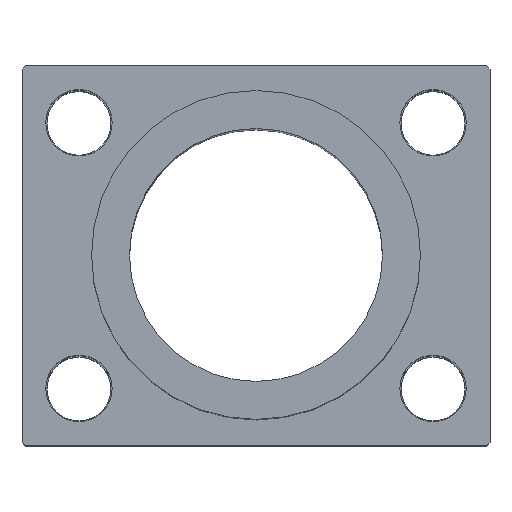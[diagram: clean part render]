
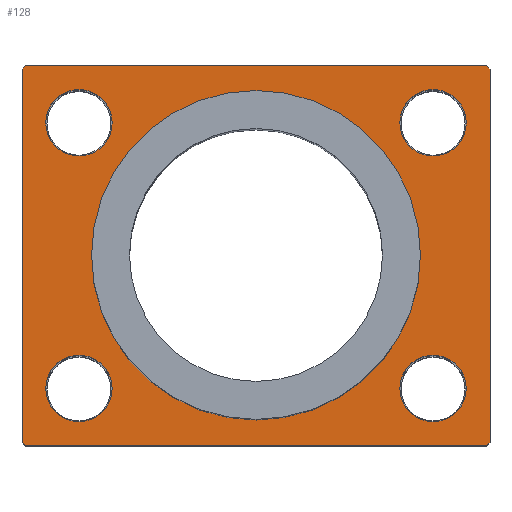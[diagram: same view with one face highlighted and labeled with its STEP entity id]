
A CAD part, top view. The second image highlights one B-rep face of the part: STEP entity #128.
In plain terms, the highlighted planar face has unit normal (0, 0, 1).
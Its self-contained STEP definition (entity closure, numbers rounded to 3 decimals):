
#128 = ADVANCED_FACE( '', ( #248, #249, #250, #251, #252, #253 ), #254, .T. );
#248 = FACE_BOUND( '', #379, .T. );
#249 = FACE_BOUND( '', #380, .T. );
#250 = FACE_BOUND( '', #381, .T. );
#251 = FACE_BOUND( '', #382, .T. );
#252 = FACE_BOUND( '', #383, .T. );
#253 = FACE_OUTER_BOUND( '', #384, .T. );
#254 = PLANE( '', #385 );
#379 = EDGE_LOOP( '', ( #768, #769 ) );
#380 = EDGE_LOOP( '', ( #770, #771 ) );
#381 = EDGE_LOOP( '', ( #772, #773 ) );
#382 = EDGE_LOOP( '', ( #774, #775 ) );
#383 = EDGE_LOOP( '', ( #776, #777 ) );
#384 = EDGE_LOOP( '', ( #778, #779, #780, #781, #782, #783, #784, #785 ) );
#385 = AXIS2_PLACEMENT_3D( '', #786, #787, #788 );
#768 = ORIENTED_EDGE( '', *, *, #875, .T. );
#769 = ORIENTED_EDGE( '', *, *, #882, .T. );
#770 = ORIENTED_EDGE( '', *, *, #867, .T. );
#771 = ORIENTED_EDGE( '', *, *, #886, .T. );
#772 = ORIENTED_EDGE( '', *, *, #859, .T. );
#773 = ORIENTED_EDGE( '', *, *, #890, .T. );
#774 = ORIENTED_EDGE( '', *, *, #851, .T. );
#775 = ORIENTED_EDGE( '', *, *, #894, .T. );
#776 = ORIENTED_EDGE( '', *, *, #811, .T. );
#777 = ORIENTED_EDGE( '', *, *, #911, .T. );
#778 = ORIENTED_EDGE( '', *, *, #912, .F. );
#779 = ORIENTED_EDGE( '', *, *, #934, .F. );
#780 = ORIENTED_EDGE( '', *, *, #931, .F. );
#781 = ORIENTED_EDGE( '', *, *, #928, .F. );
#782 = ORIENTED_EDGE( '', *, *, #925, .F. );
#783 = ORIENTED_EDGE( '', *, *, #922, .F. );
#784 = ORIENTED_EDGE( '', *, *, #919, .F. );
#785 = ORIENTED_EDGE( '', *, *, #916, .F. );
#786 = CARTESIAN_POINT( '', ( 0., 0., 73. ) );
#787 = DIRECTION( '', ( 0., 0., 1. ) );
#788 = DIRECTION( '', ( 1., 0., 0. ) );
#811 = EDGE_CURVE( '', #939, #936, #940, .T. );
#851 = EDGE_CURVE( '', #1009, #1013, #1015, .T. );
#859 = EDGE_CURVE( '', #1025, #1029, #1031, .T. );
#867 = EDGE_CURVE( '', #1041, #1045, #1047, .T. );
#875 = EDGE_CURVE( '', #1057, #1061, #1063, .T. );
#882 = EDGE_CURVE( '', #1061, #1057, #1074, .T. );
#886 = EDGE_CURVE( '', #1045, #1041, #1078, .T. );
#890 = EDGE_CURVE( '', #1029, #1025, #1082, .T. );
#894 = EDGE_CURVE( '', #1013, #1009, #1086, .T. );
#911 = EDGE_CURVE( '', #936, #939, #1103, .T. );
#912 = EDGE_CURVE( '', #1104, #1105, #1106, .T. );
#916 = EDGE_CURVE( '', #1105, #1112, #1113, .T. );
#919 = EDGE_CURVE( '', #1112, #1117, #1118, .T. );
#922 = EDGE_CURVE( '', #1117, #1122, #1123, .T. );
#925 = EDGE_CURVE( '', #1122, #1127, #1128, .T. );
#928 = EDGE_CURVE( '', #1127, #1132, #1133, .T. );
#931 = EDGE_CURVE( '', #1132, #1137, #1138, .T. );
#934 = EDGE_CURVE( '', #1137, #1104, #1142, .T. );
#936 = VERTEX_POINT( '', #1144 );
#939 = VERTEX_POINT( '', #1148 );
#940 = CIRCLE( '', #1149, 26. );
#1009 = VERTEX_POINT( '', #1303 );
#1013 = VERTEX_POINT( '', #1308 );
#1015 = CIRCLE( '', #1311, 5.25 );
#1025 = VERTEX_POINT( '', #1323 );
#1029 = VERTEX_POINT( '', #1328 );
#1031 = CIRCLE( '', #1331, 5.25 );
#1041 = VERTEX_POINT( '', #1343 );
#1045 = VERTEX_POINT( '', #1348 );
#1047 = CIRCLE( '', #1351, 5.25 );
#1057 = VERTEX_POINT( '', #1363 );
#1061 = VERTEX_POINT( '', #1368 );
#1063 = CIRCLE( '', #1371, 5.25 );
#1074 = CIRCLE( '', #1384, 5.25 );
#1078 = CIRCLE( '', #1388, 5.25 );
#1082 = CIRCLE( '', #1392, 5.25 );
#1086 = CIRCLE( '', #1396, 5.25 );
#1103 = CIRCLE( '', #1413, 26. );
#1104 = VERTEX_POINT( '', #1414 );
#1105 = VERTEX_POINT( '', #1415 );
#1106 = LINE( '', #1416, #1417 );
#1112 = VERTEX_POINT( '', #1426 );
#1113 = LINE( '', #1427, #1428 );
#1117 = VERTEX_POINT( '', #1434 );
#1118 = LINE( '', #1435, #1436 );
#1122 = VERTEX_POINT( '', #1442 );
#1123 = LINE( '', #1443, #1444 );
#1127 = VERTEX_POINT( '', #1450 );
#1128 = LINE( '', #1451, #1452 );
#1132 = VERTEX_POINT( '', #1458 );
#1133 = LINE( '', #1459, #1460 );
#1137 = VERTEX_POINT( '', #1466 );
#1138 = LINE( '', #1467, #1468 );
#1142 = LINE( '', #1474, #1475 );
#1144 = CARTESIAN_POINT( '', ( 0., 56., 73. ) );
#1148 = CARTESIAN_POINT( '', ( 0., 4., 73. ) );
#1149 = AXIS2_PLACEMENT_3D( '', #1479, #1480, #1481 );
#1303 = CARTESIAN_POINT( '', ( 33.25, 9., 73. ) );
#1308 = CARTESIAN_POINT( '', ( 22.75, 9., 73. ) );
#1311 = AXIS2_PLACEMENT_3D( '', #1551, #1552, #1553 );
#1323 = CARTESIAN_POINT( '', ( -22.75, 9., 73. ) );
#1328 = CARTESIAN_POINT( '', ( -33.25, 9., 73. ) );
#1331 = AXIS2_PLACEMENT_3D( '', #1567, #1568, #1569 );
#1343 = CARTESIAN_POINT( '', ( 33.25, 51., 73. ) );
#1348 = CARTESIAN_POINT( '', ( 22.75, 51., 73. ) );
#1351 = AXIS2_PLACEMENT_3D( '', #1583, #1584, #1585 );
#1363 = CARTESIAN_POINT( '', ( -22.75, 51., 73. ) );
#1368 = CARTESIAN_POINT( '', ( -33.25, 51., 73. ) );
#1371 = AXIS2_PLACEMENT_3D( '', #1599, #1600, #1601 );
#1384 = AXIS2_PLACEMENT_3D( '', #1616, #1617, #1618 );
#1388 = AXIS2_PLACEMENT_3D( '', #1628, #1629, #1630 );
#1392 = AXIS2_PLACEMENT_3D( '', #1640, #1641, #1642 );
#1396 = AXIS2_PLACEMENT_3D( '', #1652, #1653, #1654 );
#1413 = AXIS2_PLACEMENT_3D( '', #1703, #1704, #1705 );
#1414 = CARTESIAN_POINT( '', ( -37., 59.5, 73. ) );
#1415 = CARTESIAN_POINT( '', ( -36.5, 60., 73. ) );
#1416 = CARTESIAN_POINT( '', ( -36.5, 60., 73. ) );
#1417 = VECTOR( '', #1706, 1. );
#1426 = CARTESIAN_POINT( '', ( 36.5, 60., 73. ) );
#1427 = CARTESIAN_POINT( '', ( 36.5, 60., 73. ) );
#1428 = VECTOR( '', #1710, 1. );
#1434 = CARTESIAN_POINT( '', ( 37., 59.5, 73. ) );
#1435 = CARTESIAN_POINT( '', ( 37., 59.5, 73. ) );
#1436 = VECTOR( '', #1713, 1. );
#1442 = CARTESIAN_POINT( '', ( 37., 0.5, 73. ) );
#1443 = CARTESIAN_POINT( '', ( 37., 0.5, 73. ) );
#1444 = VECTOR( '', #1716, 1. );
#1450 = CARTESIAN_POINT( '', ( 36.5, 0., 73. ) );
#1451 = CARTESIAN_POINT( '', ( 36.5, 0., 73. ) );
#1452 = VECTOR( '', #1719, 1. );
#1458 = CARTESIAN_POINT( '', ( -36.5, 0., 73. ) );
#1459 = CARTESIAN_POINT( '', ( -36.5, 0., 73. ) );
#1460 = VECTOR( '', #1722, 1. );
#1466 = CARTESIAN_POINT( '', ( -37., 0.5, 73. ) );
#1467 = CARTESIAN_POINT( '', ( -37., 0.5, 73. ) );
#1468 = VECTOR( '', #1725, 1. );
#1474 = CARTESIAN_POINT( '', ( -37., 59.5, 73. ) );
#1475 = VECTOR( '', #1728, 1. );
#1479 = CARTESIAN_POINT( '', ( 0., 30., 73. ) );
#1480 = DIRECTION( '', ( 0., 0., -1. ) );
#1481 = DIRECTION( '', ( 0., 1., 0. ) );
#1551 = CARTESIAN_POINT( '', ( 28., 9., 73. ) );
#1552 = DIRECTION( '', ( 0., 0., -1. ) );
#1553 = DIRECTION( '', ( 1., 0., 0. ) );
#1567 = CARTESIAN_POINT( '', ( -28., 9., 73. ) );
#1568 = DIRECTION( '', ( 0., 0., -1. ) );
#1569 = DIRECTION( '', ( 1., 0., 0. ) );
#1583 = CARTESIAN_POINT( '', ( 28., 51., 73. ) );
#1584 = DIRECTION( '', ( 0., 0., -1. ) );
#1585 = DIRECTION( '', ( 1., 0., 0. ) );
#1599 = CARTESIAN_POINT( '', ( -28., 51., 73. ) );
#1600 = DIRECTION( '', ( 0., 0., -1. ) );
#1601 = DIRECTION( '', ( 1., 0., 0. ) );
#1616 = CARTESIAN_POINT( '', ( -28., 51., 73. ) );
#1617 = DIRECTION( '', ( 0., 0., -1. ) );
#1618 = DIRECTION( '', ( 1., 0., 0. ) );
#1628 = CARTESIAN_POINT( '', ( 28., 51., 73. ) );
#1629 = DIRECTION( '', ( 0., 0., -1. ) );
#1630 = DIRECTION( '', ( 1., 0., 0. ) );
#1640 = CARTESIAN_POINT( '', ( -28., 9., 73. ) );
#1641 = DIRECTION( '', ( 0., 0., -1. ) );
#1642 = DIRECTION( '', ( 1., 0., 0. ) );
#1652 = CARTESIAN_POINT( '', ( 28., 9., 73. ) );
#1653 = DIRECTION( '', ( 0., 0., -1. ) );
#1654 = DIRECTION( '', ( 1., 0., 0. ) );
#1703 = CARTESIAN_POINT( '', ( 0., 30., 73. ) );
#1704 = DIRECTION( '', ( 0., 0., -1. ) );
#1705 = DIRECTION( '', ( 0., 1., 0. ) );
#1706 = DIRECTION( '', ( 0.707, 0.707, 0. ) );
#1710 = DIRECTION( '', ( 1., 0., 0. ) );
#1713 = DIRECTION( '', ( 0.707, -0.707, 0. ) );
#1716 = DIRECTION( '', ( 0., -1., 0. ) );
#1719 = DIRECTION( '', ( -0.707, -0.707, 0. ) );
#1722 = DIRECTION( '', ( -1., 0., 0. ) );
#1725 = DIRECTION( '', ( -0.707, 0.707, 0. ) );
#1728 = DIRECTION( '', ( 0., 1., 0. ) );
